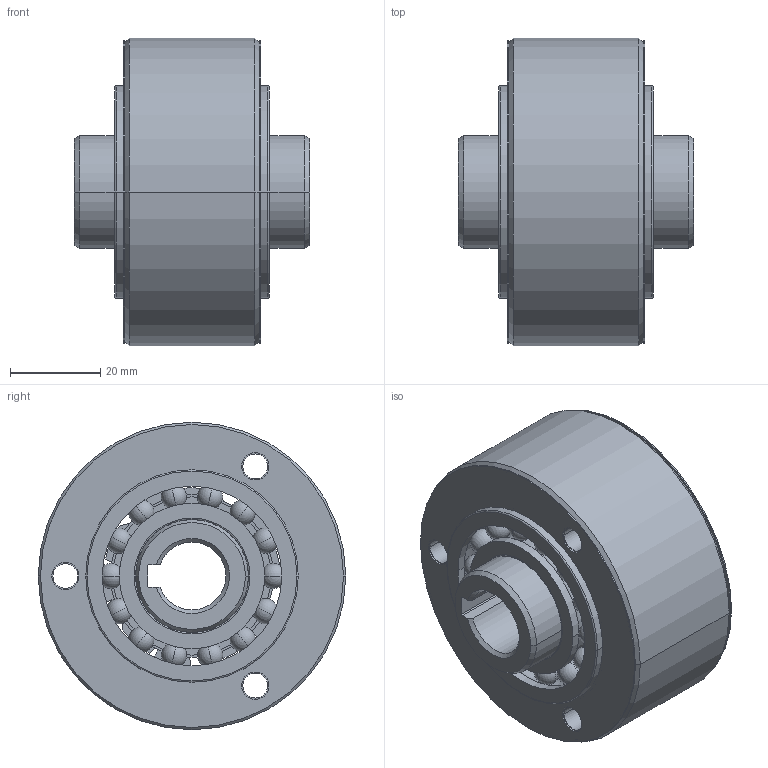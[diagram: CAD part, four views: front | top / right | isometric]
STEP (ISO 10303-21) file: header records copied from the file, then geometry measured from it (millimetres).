
FILE_DESCRIPTION((''),'2;1');
FILE_NAME('FREILAUF_AL_15_ASM','2025-05-07T11:25:47',('Administrator'),(''),'CREO PARAMETRIC BY PTC INC, 2020414','CREO PARAMETRIC BY PTC INC, 2020414','');
FILE_SCHEMA(('AUTOMOTIVE_DESIGN { 1 0 10303 214 1 1 1 1 }'));
Length unit declared in the file: millimetre
Products named in the file (15): STERN_AL_15_2A_NICO_1; DRUCKBOLZEN_AS8_1; DRUCKFEDER_AS8_5A_1; ANFED_KPL_AS8_6_AS8_5A_ASM_1_ASM; ROLLE_GFR_15_NICO_1; DIN988SS_25X36_HD_1; DIN988PS_25X35X1_M_1; DIN625_A16005_AF0_1; DIN625_I16005_AF0_1; DIN625_K8_1; DIN625_16005_HD_ASM_1_ASM; A-RING_AL_15_NICO_1; DICHTRING_GFR_15_5_1; FREILAUF_AL_15_NICO_ASM_1_ASM; FREILAUF_AL_15_ASM
Assembly tree (44 placements, depth 4):
  FREILAUF_AL_15_ASM
    FREILAUF_AL_15_NICO_ASM_1_ASM
      STERN_AL_15_2A_NICO_1
      ANFED_KPL_AS8_6_AS8_5A_ASM_1_ASM  x10
        DRUCKBOLZEN_AS8_1
        DRUCKFEDER_AS8_5A_1
      ROLLE_GFR_15_NICO_1  x5
      DIN988SS_25X36_HD_1  x2
      DIN988PS_25X35X1_M_1  x2
      DIN625_16005_HD_ASM_1_ASM  x2
        DIN625_A16005_AF0_1
        DIN625_I16005_AF0_1
        DIN625_K8_1
      A-RING_AL_15_NICO_1
      DICHTRING_GFR_15_5_1  x2
Bounding box: 52 x 68 x 68 mm (x, y, z)
Volume: 96955 mm3; surface area: 53144 mm2
Topology: 65 solids, 65 shells, 519 faces, 1263 edges, 766 vertices
Faces by surface type: cylinder 156, plane 101, sphere 84, cone 74, bspline 60, torus 44
Entity records: 8053 total; most frequent: CARTESIAN_POINT 2174, DIRECTION 1259, ORIENTED_EDGE 870, AXIS2_PLACEMENT_3D 551, EDGE_CURVE 435, VERTEX_POINT 291, CIRCLE 260, EDGE_LOOP 222
